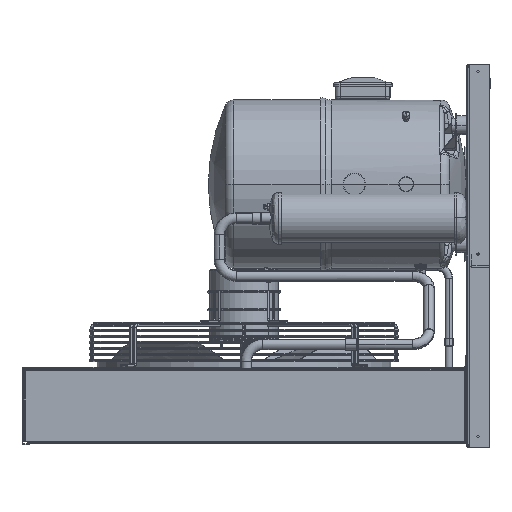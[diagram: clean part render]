
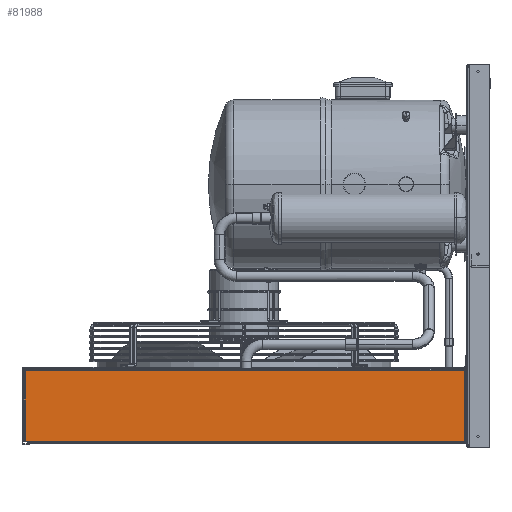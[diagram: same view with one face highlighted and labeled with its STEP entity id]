
A CAD part, left-side view. The second image highlights one B-rep face of the part: STEP entity #81988.
In plain terms, the highlighted face is planar.
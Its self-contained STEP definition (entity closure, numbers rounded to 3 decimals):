
#27 = CARTESIAN_POINT ( 'NONE',  ( 74.4, -458.4, 0. ) ) ;
#1685 = ORIENTED_EDGE ( 'NONE', *, *, #8230, .T. ) ;
#3597 = ORIENTED_EDGE ( 'NONE', *, *, #77360, .T. ) ;
#4309 = VECTOR ( 'NONE', #4373, 1000. ) ;
#4373 = DIRECTION ( 'NONE',  ( 0., -1., 0. ) ) ;
#5271 = EDGE_CURVE ( 'NONE', #77968, #83713, #10060, .T. ) ;
#8230 = EDGE_CURVE ( 'NONE', #91324, #49025, #48110, .T. ) ;
#10060 = LINE ( 'NONE', #27, #38731 ) ;
#10982 = CARTESIAN_POINT ( 'NONE',  ( 74.4, 458.4, 0. ) ) ;
#14398 = CARTESIAN_POINT ( 'NONE',  ( -74.4, 448.2, 0. ) ) ;
#24448 = LINE ( 'NONE', #14398, #4309 ) ;
#25488 = CARTESIAN_POINT ( 'NONE',  ( 74.4, -458.4, 0. ) ) ;
#26502 = EDGE_CURVE ( 'NONE', #77968, #31202, #66426, .T. ) ;
#27301 = VERTEX_POINT ( 'NONE', #40372 ) ;
#27828 = DIRECTION ( 'NONE',  ( 1., 0., 0. ) ) ;
#27996 = DIRECTION ( 'NONE',  ( -1., 0., 0. ) ) ;
#29917 = EDGE_LOOP ( 'NONE', ( #89239, #64648, #76622, #1685, #3597, #40289 ) ) ;
#31202 = VERTEX_POINT ( 'NONE', #10982 ) ;
#31803 = CARTESIAN_POINT ( 'NONE',  ( -73.5, 448.2, 0. ) ) ;
#33918 = CARTESIAN_POINT ( 'NONE',  ( -74.4, -458.4, 0. ) ) ;
#35210 = VECTOR ( 'NONE', #47169, 1000. ) ;
#37901 = DIRECTION ( 'NONE',  ( 0., 0., 1. ) ) ;
#38064 = CARTESIAN_POINT ( 'NONE',  ( 0., 448.2, 0. ) ) ;
#38731 = VECTOR ( 'NONE', #87904, 1000. ) ;
#40289 = ORIENTED_EDGE ( 'NONE', *, *, #5271, .F. ) ;
#40372 = CARTESIAN_POINT ( 'NONE',  ( -73.5, 458.4, 0. ) ) ;
#46414 = DIRECTION ( 'NONE',  ( 0., 1., 0. ) ) ;
#47169 = DIRECTION ( 'NONE',  ( 0., -1., 0. ) ) ;
#47937 = CARTESIAN_POINT ( 'NONE',  ( 0., 0., 0. ) ) ;
#48110 = LINE ( 'NONE', #38064, #69526 ) ;
#49025 = VERTEX_POINT ( 'NONE', #91335 ) ;
#50166 = VECTOR ( 'NONE', #63406, 1000. ) ;
#51686 = EDGE_CURVE ( 'NONE', #27301, #91324, #77218, .T. ) ;
#56413 = CARTESIAN_POINT ( 'NONE',  ( 74.4, -462., 0. ) ) ;
#57150 = CARTESIAN_POINT ( 'NONE',  ( -73.5, 0., 0. ) ) ;
#57897 = PLANE ( 'NONE',  #82366 ) ;
#63406 = DIRECTION ( 'NONE',  ( -1., 0., 0. ) ) ;
#64648 = ORIENTED_EDGE ( 'NONE', *, *, #81180, .T. ) ;
#66426 = LINE ( 'NONE', #56413, #81935 ) ;
#69526 = VECTOR ( 'NONE', #27996, 1000. ) ;
#73440 = CARTESIAN_POINT ( 'NONE',  ( 74.4, 458.4, 0. ) ) ;
#76622 = ORIENTED_EDGE ( 'NONE', *, *, #51686, .T. ) ;
#77218 = LINE ( 'NONE', #57150, #35210 ) ;
#77334 = FACE_OUTER_BOUND ( 'NONE', #29917, .T. ) ;
#77360 = EDGE_CURVE ( 'NONE', #49025, #83713, #24448, .T. ) ;
#77968 = VERTEX_POINT ( 'NONE', #25488 ) ;
#81180 = EDGE_CURVE ( 'NONE', #31202, #27301, #83432, .T. ) ;
#81935 = VECTOR ( 'NONE', #46414, 1000. ) ;
#81988 = ADVANCED_FACE ( 'NONE', ( #77334 ), #57897, .T. ) ;
#82366 = AXIS2_PLACEMENT_3D ( 'NONE', #47937, #37901, #27828 ) ;
#83432 = LINE ( 'NONE', #73440, #50166 ) ;
#83713 = VERTEX_POINT ( 'NONE', #33918 ) ;
#87904 = DIRECTION ( 'NONE',  ( -1., 0., 0. ) ) ;
#89239 = ORIENTED_EDGE ( 'NONE', *, *, #26502, .T. ) ;
#91324 = VERTEX_POINT ( 'NONE', #31803 ) ;
#91335 = CARTESIAN_POINT ( 'NONE',  ( -74.4, 448.2, 0. ) ) ;
